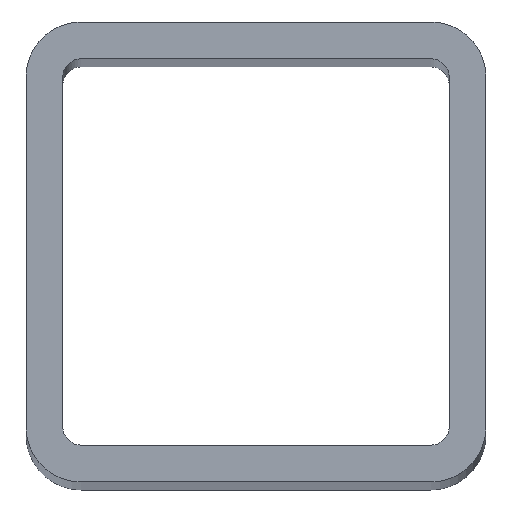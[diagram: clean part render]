
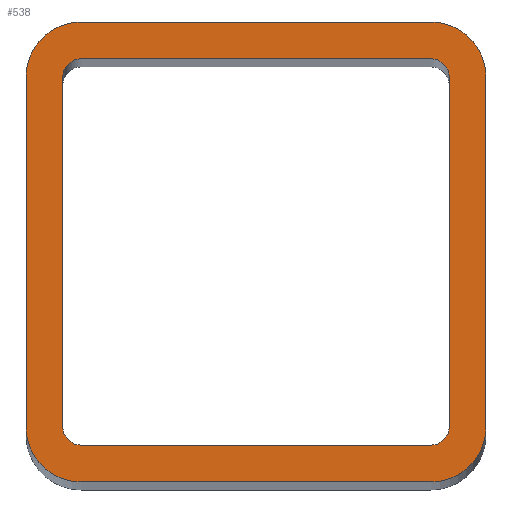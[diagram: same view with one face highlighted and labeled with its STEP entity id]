
A CAD part, top view. The second image highlights one B-rep face of the part: STEP entity #538.
In plain terms, the highlighted face is planar.
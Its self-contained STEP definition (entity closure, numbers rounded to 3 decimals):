
#81=DIRECTION('',(0.,0.,-1.));
#82=VECTOR('',#81,38.);
#83=CARTESIAN_POINT('',(-250.,0.,-6.));
#84=LINE('',#83,#82);
#88=CARTESIAN_POINT('',(-250.,6.,-44.));
#89=DIRECTION('',(1.,0.,0.));
#90=DIRECTION('',(0.,-1.,0.));
#91=AXIS2_PLACEMENT_3D('',#88,#89,#90);
#96=DIRECTION('',(0.,1.,0.));
#97=VECTOR('',#96,38.);
#98=CARTESIAN_POINT('',(-250.,6.,-50.));
#99=LINE('',#98,#97);
#103=CARTESIAN_POINT('',(-250.,44.,-44.));
#104=DIRECTION('',(1.,0.,0.));
#105=DIRECTION('',(0.,0.,-1.));
#106=AXIS2_PLACEMENT_3D('',#103,#104,#105);
#111=DIRECTION('',(0.,0.,1.));
#112=VECTOR('',#111,38.);
#113=CARTESIAN_POINT('',(-250.,50.,-44.));
#114=LINE('',#113,#112);
#118=CARTESIAN_POINT('',(-250.,44.,-6.));
#119=DIRECTION('',(1.,0.,0.));
#120=DIRECTION('',(0.,1.,0.));
#121=AXIS2_PLACEMENT_3D('',#118,#119,#120);
#126=DIRECTION('',(0.,-1.,0.));
#127=VECTOR('',#126,38.);
#128=CARTESIAN_POINT('',(-250.,44.,0.));
#129=LINE('',#128,#127);
#133=CARTESIAN_POINT('',(-250.,6.,-6.));
#134=DIRECTION('',(1.,0.,0.));
#135=DIRECTION('',(0.,0.,1.));
#136=AXIS2_PLACEMENT_3D('',#133,#134,#135);
#141=CARTESIAN_POINT('',(-250.,6.,-6.));
#142=DIRECTION('',(-1.,0.,0.));
#143=DIRECTION('',(0.,-1.,0.));
#144=AXIS2_PLACEMENT_3D('',#141,#142,#143);
#149=DIRECTION('',(0.,1.,0.));
#150=VECTOR('',#149,38.);
#151=CARTESIAN_POINT('',(-250.,6.,-4.));
#152=LINE('',#151,#150);
#156=CARTESIAN_POINT('',(-250.,44.,-6.));
#157=DIRECTION('',(-1.,0.,0.));
#158=DIRECTION('',(0.,0.,1.));
#159=AXIS2_PLACEMENT_3D('',#156,#157,#158);
#164=DIRECTION('',(0.,0.,-1.));
#165=VECTOR('',#164,38.);
#166=CARTESIAN_POINT('',(-250.,46.,-6.));
#167=LINE('',#166,#165);
#171=CARTESIAN_POINT('',(-250.,44.,-44.));
#172=DIRECTION('',(-1.,0.,0.));
#173=DIRECTION('',(0.,1.,0.));
#174=AXIS2_PLACEMENT_3D('',#171,#172,#173);
#179=DIRECTION('',(0.,-1.,0.));
#180=VECTOR('',#179,38.);
#181=CARTESIAN_POINT('',(-250.,44.,-46.));
#182=LINE('',#181,#180);
#186=CARTESIAN_POINT('',(-250.,6.,-44.));
#187=DIRECTION('',(-1.,0.,0.));
#188=DIRECTION('',(0.,0.,-1.));
#189=AXIS2_PLACEMENT_3D('',#186,#187,#188);
#194=DIRECTION('',(0.,0.,1.));
#195=VECTOR('',#194,38.);
#196=CARTESIAN_POINT('',(-250.,4.,-44.));
#197=LINE('',#196,#195);
#433=CARTESIAN_POINT('',(-250.,0.,-6.));
#434=CARTESIAN_POINT('',(-250.,0.,-44.));
#435=VERTEX_POINT('',#433);
#436=VERTEX_POINT('',#434);
#437=CARTESIAN_POINT('',(-250.,6.,-50.));
#438=VERTEX_POINT('',#437);
#439=CARTESIAN_POINT('',(-250.,44.,-50.));
#440=VERTEX_POINT('',#439);
#441=CARTESIAN_POINT('',(-250.,50.,-44.));
#442=VERTEX_POINT('',#441);
#443=CARTESIAN_POINT('',(-250.,50.,-6.));
#444=VERTEX_POINT('',#443);
#445=CARTESIAN_POINT('',(-250.,44.,0.));
#446=VERTEX_POINT('',#445);
#447=CARTESIAN_POINT('',(-250.,6.,0.));
#448=VERTEX_POINT('',#447);
#449=CARTESIAN_POINT('',(-250.,4.,-6.));
#450=CARTESIAN_POINT('',(-250.,6.,-4.));
#451=VERTEX_POINT('',#449);
#452=VERTEX_POINT('',#450);
#453=CARTESIAN_POINT('',(-250.,44.,-4.));
#454=VERTEX_POINT('',#453);
#455=CARTESIAN_POINT('',(-250.,46.,-6.));
#456=VERTEX_POINT('',#455);
#457=CARTESIAN_POINT('',(-250.,46.,-44.));
#458=VERTEX_POINT('',#457);
#459=CARTESIAN_POINT('',(-250.,44.,-46.));
#460=VERTEX_POINT('',#459);
#461=CARTESIAN_POINT('',(-250.,6.,-46.));
#462=VERTEX_POINT('',#461);
#463=CARTESIAN_POINT('',(-250.,4.,-44.));
#464=VERTEX_POINT('',#463);
#497=CARTESIAN_POINT('',(-250.,0.,0.));
#498=DIRECTION('',(1.,0.,0.));
#499=DIRECTION('',(0.,0.,-1.));
#500=AXIS2_PLACEMENT_3D('',#497,#498,#499);
#501=PLANE('',#500);
#503=ORIENTED_EDGE('',*,*,#502,.T.);
#505=ORIENTED_EDGE('',*,*,#504,.T.);
#507=ORIENTED_EDGE('',*,*,#506,.T.);
#509=ORIENTED_EDGE('',*,*,#508,.T.);
#511=ORIENTED_EDGE('',*,*,#510,.T.);
#513=ORIENTED_EDGE('',*,*,#512,.T.);
#515=ORIENTED_EDGE('',*,*,#514,.T.);
#517=ORIENTED_EDGE('',*,*,#516,.T.);
#518=EDGE_LOOP('',(#503,#505,#507,#509,#511,#513,#515,#517));
#519=FACE_OUTER_BOUND('',#518,.F.);
#521=ORIENTED_EDGE('',*,*,#520,.T.);
#523=ORIENTED_EDGE('',*,*,#522,.T.);
#525=ORIENTED_EDGE('',*,*,#524,.T.);
#527=ORIENTED_EDGE('',*,*,#526,.T.);
#529=ORIENTED_EDGE('',*,*,#528,.T.);
#531=ORIENTED_EDGE('',*,*,#530,.T.);
#533=ORIENTED_EDGE('',*,*,#532,.T.);
#535=ORIENTED_EDGE('',*,*,#534,.T.);
#536=EDGE_LOOP('',(#521,#523,#525,#527,#529,#531,#533,#535));
#537=FACE_BOUND('',#536,.F.);
#92=CIRCLE('',#91,6.);
#107=CIRCLE('',#106,6.);
#122=CIRCLE('',#121,6.);
#137=CIRCLE('',#136,6.);
#145=CIRCLE('',#144,2.);
#160=CIRCLE('',#159,2.);
#175=CIRCLE('',#174,2.);
#190=CIRCLE('',#189,2.);
#502=EDGE_CURVE('',#435,#436,#84,.T.);
#504=EDGE_CURVE('',#436,#438,#92,.T.);
#506=EDGE_CURVE('',#438,#440,#99,.T.);
#508=EDGE_CURVE('',#440,#442,#107,.T.);
#510=EDGE_CURVE('',#442,#444,#114,.T.);
#512=EDGE_CURVE('',#444,#446,#122,.T.);
#514=EDGE_CURVE('',#446,#448,#129,.T.);
#516=EDGE_CURVE('',#448,#435,#137,.T.);
#520=EDGE_CURVE('',#451,#452,#145,.T.);
#522=EDGE_CURVE('',#452,#454,#152,.T.);
#524=EDGE_CURVE('',#454,#456,#160,.T.);
#526=EDGE_CURVE('',#456,#458,#167,.T.);
#528=EDGE_CURVE('',#458,#460,#175,.T.);
#530=EDGE_CURVE('',#460,#462,#182,.T.);
#532=EDGE_CURVE('',#462,#464,#190,.T.);
#534=EDGE_CURVE('',#464,#451,#197,.T.);
#538=ADVANCED_FACE('',(#519,#537),#501,.F.);
